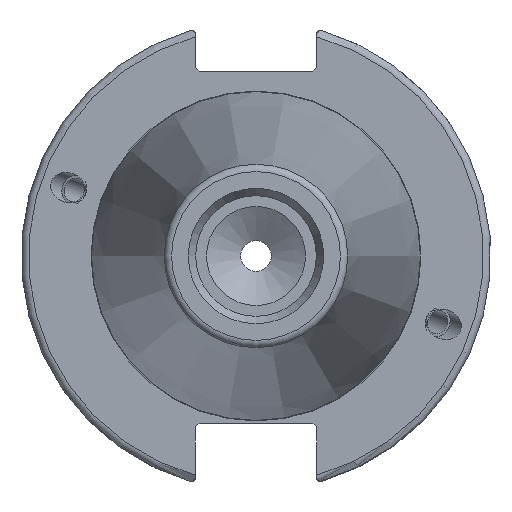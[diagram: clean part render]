
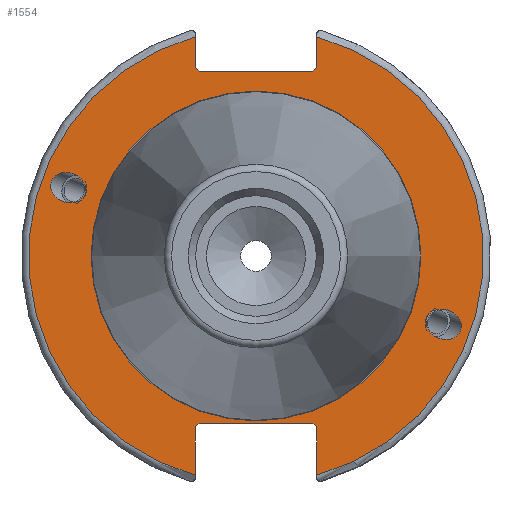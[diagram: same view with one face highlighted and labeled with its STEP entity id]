
A CAD part, left-side view. The second image highlights one B-rep face of the part: STEP entity #1554.
In plain terms, the highlighted planar face has unit normal (-1, 0, 0).
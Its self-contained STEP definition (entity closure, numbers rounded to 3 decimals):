
#73=FACE_BOUND('',#320,.T.);
#74=FACE_BOUND('',#321,.T.);
#75=FACE_BOUND('',#322,.T.);
#91=PLANE('',#1734);
#134=ELLIPSE('',#1685,2.442,2.);
#143=ELLIPSE('',#1728,2.442,2.);
#218=FACE_OUTER_BOUND('',#319,.T.);
#319=EDGE_LOOP('',(#1257,#1258,#1259,#1260,#1261,#1262,#1263,#1264,#1265,
#1266,#1267,#1268));
#320=EDGE_LOOP('',(#1269));
#321=EDGE_LOOP('',(#1270));
#322=EDGE_LOOP('',(#1271));
#419=LINE('',#2750,#515);
#420=LINE('',#2752,#516);
#421=LINE('',#2754,#517);
#422=LINE('',#2756,#518);
#423=LINE('',#2758,#519);
#424=LINE('',#2762,#520);
#425=LINE('',#2764,#521);
#426=LINE('',#2766,#522);
#427=LINE('',#2768,#523);
#428=LINE('',#2769,#524);
#515=VECTOR('',#2083,10.);
#516=VECTOR('',#2084,10.);
#517=VECTOR('',#2085,10.);
#518=VECTOR('',#2086,10.);
#519=VECTOR('',#2087,10.);
#520=VECTOR('',#2090,10.);
#521=VECTOR('',#2091,10.);
#522=VECTOR('',#2092,10.);
#523=VECTOR('',#2093,10.);
#524=VECTOR('',#2094,10.);
#608=CIRCLE('',#1732,22.3);
#610=CIRCLE('',#1735,30.75);
#611=CIRCLE('',#1736,30.75);
#694=VERTEX_POINT('',#2551);
#734=VERTEX_POINT('',#2734);
#737=VERTEX_POINT('',#2741);
#738=VERTEX_POINT('',#2746);
#739=VERTEX_POINT('',#2747);
#740=VERTEX_POINT('',#2749);
#741=VERTEX_POINT('',#2751);
#742=VERTEX_POINT('',#2753);
#743=VERTEX_POINT('',#2755);
#744=VERTEX_POINT('',#2757);
#745=VERTEX_POINT('',#2759);
#746=VERTEX_POINT('',#2761);
#747=VERTEX_POINT('',#2763);
#748=VERTEX_POINT('',#2765);
#749=VERTEX_POINT('',#2767);
#869=EDGE_CURVE('',#694,#694,#134,.T.);
#925=EDGE_CURVE('',#734,#734,#143,.T.);
#928=EDGE_CURVE('',#737,#737,#608,.T.);
#930=EDGE_CURVE('',#738,#739,#610,.T.);
#931=EDGE_CURVE('',#738,#740,#419,.T.);
#932=EDGE_CURVE('',#741,#740,#420,.T.);
#933=EDGE_CURVE('',#741,#742,#421,.T.);
#934=EDGE_CURVE('',#743,#742,#422,.T.);
#935=EDGE_CURVE('',#743,#744,#423,.T.);
#936=EDGE_CURVE('',#745,#744,#611,.T.);
#937=EDGE_CURVE('',#745,#746,#424,.T.);
#938=EDGE_CURVE('',#747,#746,#425,.T.);
#939=EDGE_CURVE('',#747,#748,#426,.T.);
#940=EDGE_CURVE('',#749,#748,#427,.T.);
#941=EDGE_CURVE('',#749,#739,#428,.T.);
#1257=ORIENTED_EDGE('',*,*,#930,.F.);
#1258=ORIENTED_EDGE('',*,*,#931,.T.);
#1259=ORIENTED_EDGE('',*,*,#932,.F.);
#1260=ORIENTED_EDGE('',*,*,#933,.T.);
#1261=ORIENTED_EDGE('',*,*,#934,.F.);
#1262=ORIENTED_EDGE('',*,*,#935,.T.);
#1263=ORIENTED_EDGE('',*,*,#936,.F.);
#1264=ORIENTED_EDGE('',*,*,#937,.T.);
#1265=ORIENTED_EDGE('',*,*,#938,.F.);
#1266=ORIENTED_EDGE('',*,*,#939,.T.);
#1267=ORIENTED_EDGE('',*,*,#940,.F.);
#1268=ORIENTED_EDGE('',*,*,#941,.T.);
#1269=ORIENTED_EDGE('',*,*,#869,.T.);
#1270=ORIENTED_EDGE('',*,*,#925,.T.);
#1271=ORIENTED_EDGE('',*,*,#928,.F.);
#1554=ADVANCED_FACE('',(#218,#73,#74,#75),#91,.T.);
#1685=AXIS2_PLACEMENT_3D('',#2553,#1964,#1965);
#1728=AXIS2_PLACEMENT_3D('',#2736,#2067,#2068);
#1732=AXIS2_PLACEMENT_3D('',#2743,#2075,#2076);
#1734=AXIS2_PLACEMENT_3D('',#2745,#2079,#2080);
#1735=AXIS2_PLACEMENT_3D('',#2748,#2081,#2082);
#1736=AXIS2_PLACEMENT_3D('',#2760,#2088,#2089);
#1964=DIRECTION('center_axis',(1.,0.,0.));
#1965=DIRECTION('ref_axis',(0.,-0.94,-0.342));
#2067=DIRECTION('center_axis',(1.,0.,0.));
#2068=DIRECTION('ref_axis',(0.,0.94,0.342));
#2075=DIRECTION('center_axis',(-1.,0.,0.));
#2076=DIRECTION('ref_axis',(0.,-1.,0.));
#2079=DIRECTION('center_axis',(-1.,0.,0.));
#2080=DIRECTION('ref_axis',(0.,0.,1.));
#2081=DIRECTION('center_axis',(1.,0.,0.));
#2082=DIRECTION('ref_axis',(0.,-1.,0.));
#2083=DIRECTION('',(0.,0.,-1.));
#2084=DIRECTION('',(0.,-0.707,0.707));
#2085=DIRECTION('',(0.,1.,0.));
#2086=DIRECTION('',(0.,-0.707,-0.707));
#2087=DIRECTION('',(0.,0.,1.));
#2088=DIRECTION('center_axis',(1.,0.,0.));
#2089=DIRECTION('ref_axis',(0.,1.,0.));
#2090=DIRECTION('',(0.,0.,1.));
#2091=DIRECTION('',(0.,0.707,-0.707));
#2092=DIRECTION('',(0.,-1.,0.));
#2093=DIRECTION('',(0.,0.707,0.707));
#2094=DIRECTION('',(0.,0.,-1.));
#2551=CARTESIAN_POINT('',(3.175,-23.077,-8.399));
#2553=CARTESIAN_POINT('Origin',(3.175,-25.372,-9.235));
#2734=CARTESIAN_POINT('',(3.175,23.077,8.399));
#2736=CARTESIAN_POINT('Origin',(3.175,25.372,9.235));
#2741=CARTESIAN_POINT('',(3.175,0.,22.3));
#2743=CARTESIAN_POINT('Origin',(3.175,0.,0.));
#2745=CARTESIAN_POINT('Origin',(3.175,31.75,0.));
#2746=CARTESIAN_POINT('',(3.175,-8.19,29.639));
#2747=CARTESIAN_POINT('',(3.175,-8.19,-29.639));
#2748=CARTESIAN_POINT('Origin',(3.175,0.,0.));
#2749=CARTESIAN_POINT('',(3.175,-8.19,25.5));
#2750=CARTESIAN_POINT('',(3.175,-8.19,12.5));
#2751=CARTESIAN_POINT('',(3.175,-7.69,25.));
#2752=CARTESIAN_POINT('',(3.175,8.295,9.015));
#2753=CARTESIAN_POINT('',(3.175,7.69,25.));
#2754=CARTESIAN_POINT('',(3.175,15.875,25.));
#2755=CARTESIAN_POINT('',(3.175,8.19,25.5));
#2756=CARTESIAN_POINT('',(3.175,7.58,24.89));
#2757=CARTESIAN_POINT('',(3.175,8.19,29.639));
#2758=CARTESIAN_POINT('',(3.175,8.19,12.5));
#2759=CARTESIAN_POINT('',(3.175,8.19,-29.639));
#2760=CARTESIAN_POINT('Origin',(3.175,0.,0.));
#2761=CARTESIAN_POINT('',(3.175,8.19,-23.1));
#2762=CARTESIAN_POINT('',(3.175,8.19,-11.3));
#2763=CARTESIAN_POINT('',(3.175,7.69,-22.6));
#2764=CARTESIAN_POINT('',(3.175,8.18,-23.09));
#2765=CARTESIAN_POINT('',(3.175,-7.69,-22.6));
#2766=CARTESIAN_POINT('',(3.175,15.875,-22.6));
#2767=CARTESIAN_POINT('',(3.175,-8.19,-23.1));
#2768=CARTESIAN_POINT('',(3.175,7.695,-7.215));
#2769=CARTESIAN_POINT('',(3.175,-8.19,-11.3));
